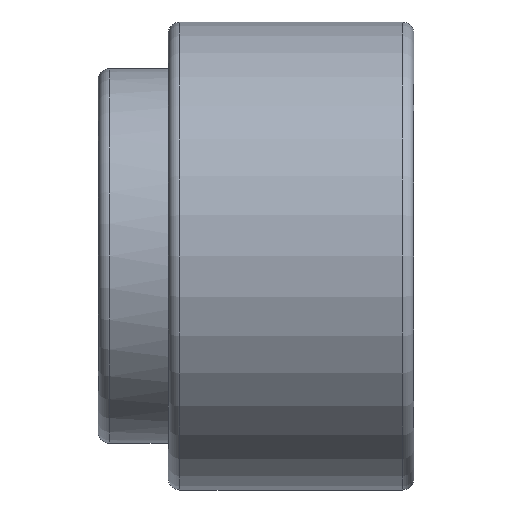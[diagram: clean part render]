
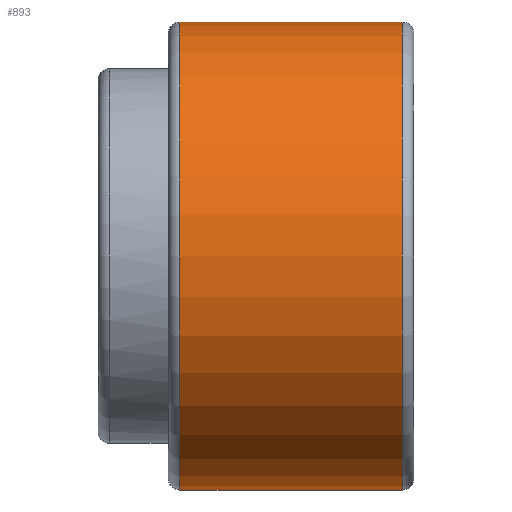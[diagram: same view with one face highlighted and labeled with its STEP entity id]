
A CAD part, left-side view. The second image highlights one B-rep face of the part: STEP entity #893.
In plain terms, the highlighted cylindrical face has radius 20 mm (diameter 40 mm), a partial arc.
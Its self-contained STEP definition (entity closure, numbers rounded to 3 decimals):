
#2 = CARTESIAN_POINT ( 'NONE',  ( -52., 4., 0. ) ) ;
#21 = VECTOR ( 'NONE', #508, 1000. ) ;
#50 = LINE ( 'NONE', #848, #661 ) ;
#114 = CARTESIAN_POINT ( 'NONE',  ( -52., 4., 20. ) ) ;
#132 = EDGE_CURVE ( 'NONE', #647, #892, #50, .T. ) ;
#144 = CIRCLE ( 'NONE', #707, 20. ) ;
#159 = ORIENTED_EDGE ( 'NONE', *, *, #132, .T. ) ;
#198 = CARTESIAN_POINT ( 'NONE',  ( -52., 6., -20. ) ) ;
#265 = EDGE_CURVE ( 'NONE', #662, #906, #327, .T. ) ;
#311 = EDGE_LOOP ( 'NONE', ( #333, #746, #159, #960 ) ) ;
#312 = AXIS2_PLACEMENT_3D ( 'NONE', #2, #558, #463 ) ;
#327 = LINE ( 'NONE', #114, #21 ) ;
#329 = CYLINDRICAL_SURFACE ( 'NONE', #312, 20. ) ;
#333 = ORIENTED_EDGE ( 'NONE', *, *, #265, .F. ) ;
#463 = DIRECTION ( 'NONE',  ( 0., 0., -1. ) ) ;
#482 = DIRECTION ( 'NONE',  ( 0., 1., 0. ) ) ;
#508 = DIRECTION ( 'NONE',  ( 0., -1., 0. ) ) ;
#523 = DIRECTION ( 'NONE',  ( 0., -1., 0. ) ) ;
#558 = DIRECTION ( 'NONE',  ( 0., -1., 0. ) ) ;
#586 = AXIS2_PLACEMENT_3D ( 'NONE', #847, #523, #610 ) ;
#607 = EDGE_CURVE ( 'NONE', #662, #647, #937, .T. ) ;
#610 = DIRECTION ( 'NONE',  ( 0., 0., 1. ) ) ;
#647 = VERTEX_POINT ( 'NONE', #198 ) ;
#650 = FACE_OUTER_BOUND ( 'NONE', #311, .T. ) ;
#661 = VECTOR ( 'NONE', #835, 1000. ) ;
#662 = VERTEX_POINT ( 'NONE', #755 ) ;
#707 = AXIS2_PLACEMENT_3D ( 'NONE', #776, #482, #1038 ) ;
#728 = CARTESIAN_POINT ( 'NONE',  ( -52., -13., -20. ) ) ;
#746 = ORIENTED_EDGE ( 'NONE', *, *, #607, .T. ) ;
#755 = CARTESIAN_POINT ( 'NONE',  ( -52., 6., 20. ) ) ;
#776 = CARTESIAN_POINT ( 'NONE',  ( -52., -13., 0. ) ) ;
#794 = EDGE_CURVE ( 'NONE', #892, #906, #144, .T. ) ;
#835 = DIRECTION ( 'NONE',  ( 0., -1., 0. ) ) ;
#847 = CARTESIAN_POINT ( 'NONE',  ( -52., 6., 0. ) ) ;
#848 = CARTESIAN_POINT ( 'NONE',  ( -52., 4., -20. ) ) ;
#892 = VERTEX_POINT ( 'NONE', #728 ) ;
#893 = ADVANCED_FACE ( 'NONE', ( #650 ), #329, .T. ) ;
#906 = VERTEX_POINT ( 'NONE', #1024 ) ;
#937 = CIRCLE ( 'NONE', #586, 20. ) ;
#960 = ORIENTED_EDGE ( 'NONE', *, *, #794, .T. ) ;
#1024 = CARTESIAN_POINT ( 'NONE',  ( -52., -13., 20. ) ) ;
#1038 = DIRECTION ( 'NONE',  ( 0., 0., -1. ) ) ;
